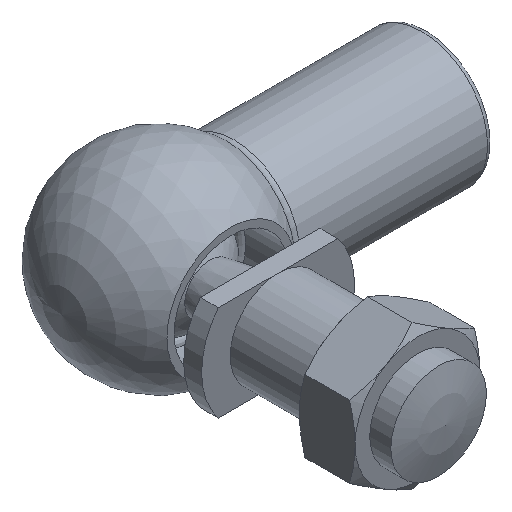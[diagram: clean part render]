
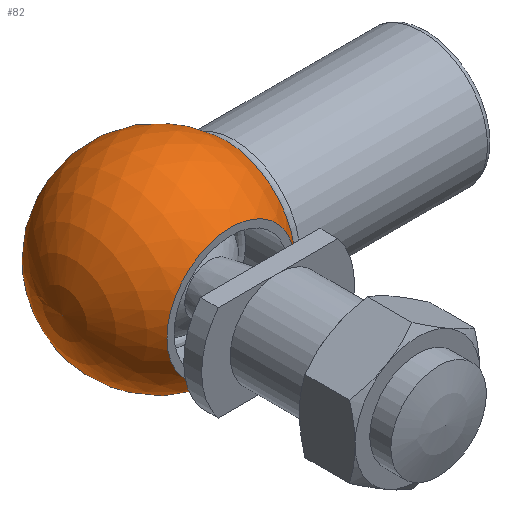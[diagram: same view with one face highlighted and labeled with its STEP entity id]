
A CAD part, isometric view. The second image highlights one B-rep face of the part: STEP entity #82.
In plain terms, the highlighted spherical face has radius 16.15 mm.
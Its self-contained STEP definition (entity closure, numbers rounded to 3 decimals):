
#82 = ADVANCED_FACE( '', ( #202, #203, #204 ), #205, .T. );
#202 = FACE_BOUND( '', #379, .T. );
#203 = FACE_OUTER_BOUND( '', #380, .T. );
#204 = FACE_BOUND( '', #381, .T. );
#205 = SPHERICAL_SURFACE( '', #382, 16.15 );
#379 = VERTEX_LOOP( '', #576 );
#380 = EDGE_LOOP( '', ( #577 ) );
#381 = EDGE_LOOP( '', ( #578 ) );
#382 = AXIS2_PLACEMENT_3D( '', #579, #580, #581 );
#576 = VERTEX_POINT( '', #910 );
#577 = ORIENTED_EDGE( '', *, *, #911, .F. );
#578 = ORIENTED_EDGE( '', *, *, #912, .T. );
#579 = CARTESIAN_POINT( '', ( 0., 0., 0. ) );
#580 = DIRECTION( '', ( 1., 0., 0. ) );
#581 = DIRECTION( '', ( 0., 1., 0. ) );
#910 = CARTESIAN_POINT( '', ( -16.15, 0., 0. ) );
#911 = EDGE_CURVE( '', #1057, #1057, #1058, .T. );
#912 = EDGE_CURVE( '', #1059, #1059, #1060, .F. );
#1057 = VERTEX_POINT( '', #1269 );
#1058 = CIRCLE( '', #1270, 11.542 );
#1059 = VERTEX_POINT( '', #1271 );
#1060 = CIRCLE( '', #1272, 10.696 );
#1269 = CARTESIAN_POINT( '', ( 11.296, 0., -11.542 ) );
#1270 = AXIS2_PLACEMENT_3D( '', #1568, #1569, #1570 );
#1271 = CARTESIAN_POINT( '', ( 0., -12.1, -10.696 ) );
#1272 = AXIS2_PLACEMENT_3D( '', #1571, #1572, #1573 );
#1568 = CARTESIAN_POINT( '', ( 11.296, 0., 0. ) );
#1569 = DIRECTION( '', ( 1., 0., 0. ) );
#1570 = DIRECTION( '', ( 0., 0., -1. ) );
#1571 = CARTESIAN_POINT( '', ( 0., -12.1, 0. ) );
#1572 = DIRECTION( '', ( 0., -1., 0. ) );
#1573 = DIRECTION( '', ( 0., 0., -1. ) );
